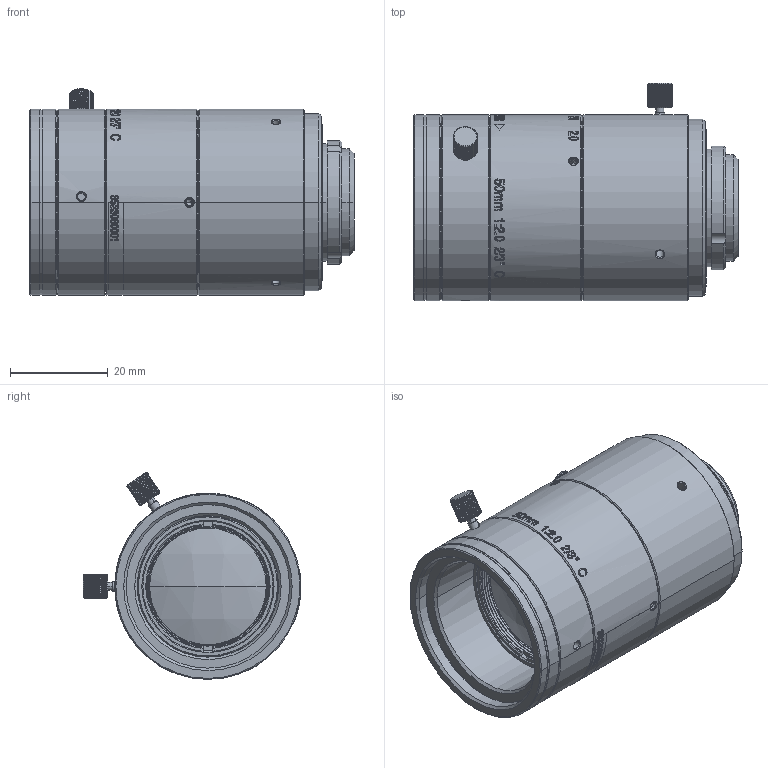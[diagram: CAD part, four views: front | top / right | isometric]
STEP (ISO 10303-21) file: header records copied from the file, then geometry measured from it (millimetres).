
FILE_DESCRIPTION (( 'STEP AP203' ), '1' );
FILE_NAME ('600135.step', '2025-04-14T08:42:18', ( 'MSI' ), ( '' ), 'SwSTEP 2.0', 'SolidWorks 2020', '' );
FILE_SCHEMA (( 'CONFIG_CONTROL_DESIGN' ));
Length unit declared in the file: millimetre
Products named in the file (1): 600135
Bounding box: 66.18 x 44.5 x 42.23 mm (x, y, z)
Volume: 40969.4 mm3; surface area: 33731.1 mm2
Topology: 1 solids, 22 shells, 1916 faces, 4879 edges, 3104 vertices
Faces by surface type: plane 645, bspline 602, cylinder 424, cone 213, torus 24, sphere 8
Entity records: 92085 total; most frequent: CARTESIAN_POINT 50410, ORIENTED_EDGE 9734, DIRECTION 6727, EDGE_CURVE 4867, VERTEX_POINT 3104, AXIS2_PLACEMENT_3D 2520, EDGE_LOOP 2107, B_SPLINE_CURVE_WITH_KNOTS 1975
